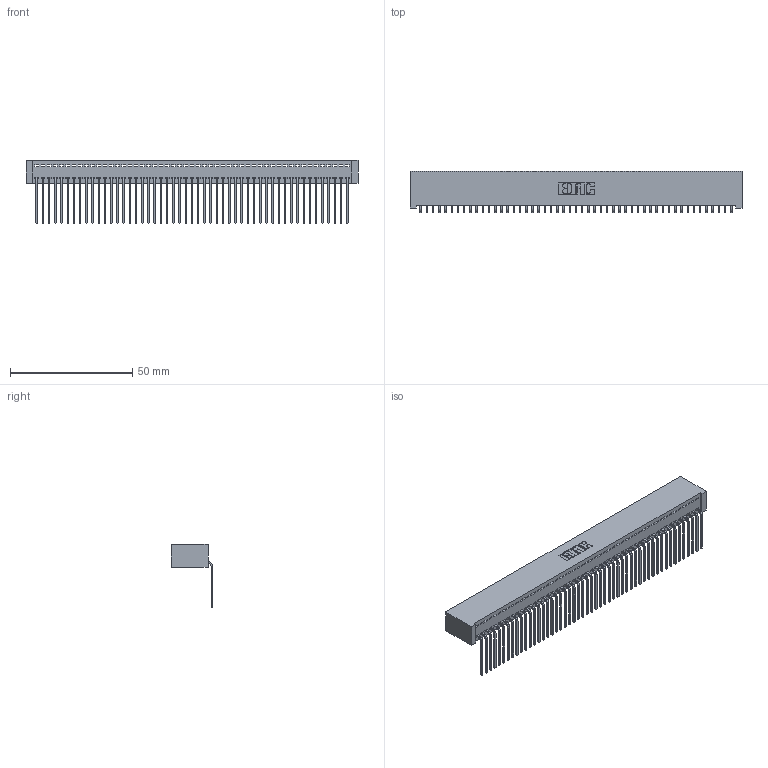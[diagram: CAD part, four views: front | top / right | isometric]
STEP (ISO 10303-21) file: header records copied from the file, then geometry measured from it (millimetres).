
FILE_DESCRIPTION (( 'STEP AP203' ), '1' );
FILE_NAME ('342-051-559-101.STEP', '2019-10-03T00:43:34', ( '' ), ( '' ), 'SwSTEP 2.0', 'SolidWorks 2016', '' );
FILE_SCHEMA (( 'CONFIG_CONTROL_DESIGN' ));
Length unit declared in the file: inch
Products named in the file (3): 342 Part_Lugless; 345-292-001_558 559 Tail - 1; 342-051-559-101
Assembly tree (52 placements, depth 2):
  342-051-559-101
    342 Part_Lugless
    345-292-001_558 559 Tail - 1  x51
Bounding box: 135.79 x 16.83 x 25.78 mm (x, y, z)
Volume: 12518 mm3; surface area: 19838.4 mm2
Topology: 52 solids, 52 shells, 3162 faces, 9557 edges, 6302 vertices
Faces by surface type: plane 2306, cylinder 856
Entity records: 29689 total; most frequent: CARTESIAN_POINT 5127, ORIENTED_EDGE 5114, DIRECTION 4299, EDGE_CURVE 2557, VECTOR 2437, LINE 2437, VERTEX_POINT 1702, AXIS2_PLACEMENT_3D 931
